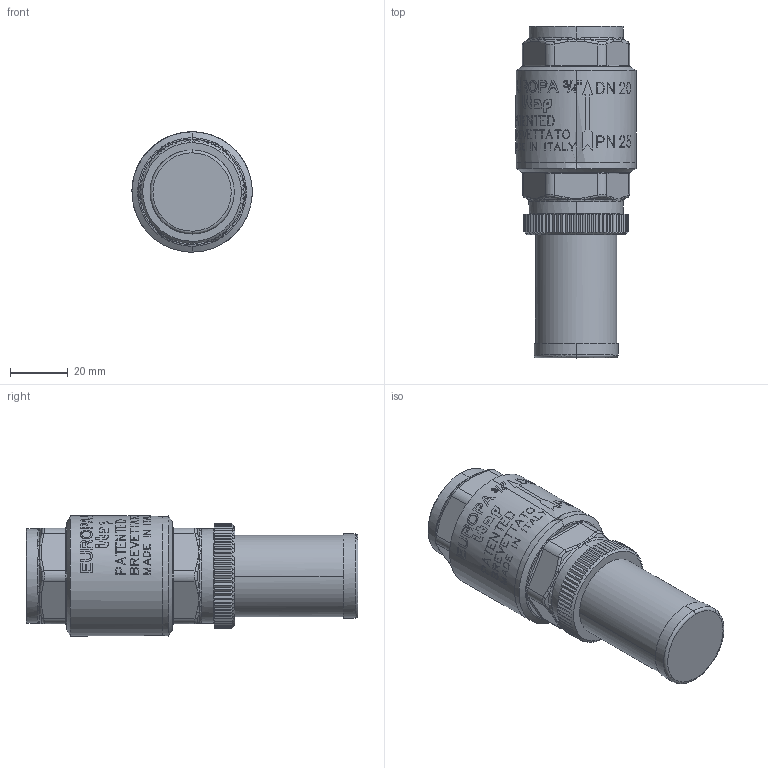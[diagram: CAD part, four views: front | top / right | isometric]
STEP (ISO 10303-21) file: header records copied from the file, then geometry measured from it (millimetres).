
FILE_DESCRIPTION (( 'STEP AP214' ), '1' );
FILE_NAME ('IT-EUROPA10505.STEP', '2018-09-14T13:43:51', ( '' ), ( '' ), 'SwSTEP 2.0', 'SolidWorks 2018', '' );
FILE_SCHEMA (( 'AUTOMOTIVE_DESIGN' ));
Length unit declared in the file: millimetre
Products named in the file (1): IT-EUROPA10505
Bounding box: 41.43 x 114.48 x 41.5 mm (x, y, z)
Surface area: 19862.4 mm2 (no closed solid volume)
Topology: 0 solids, 6 shells, 520 faces, 2155 edges, 1715 vertices
Faces by surface type: bspline 176, plane 174, cylinder 114, cone 28, torus 28
Entity records: 30558 total; most frequent: CARTESIAN_POINT 17203, ORIENTED_EDGE 4272, EDGE_CURVE 2157, B_SPLINE_CURVE_WITH_KNOTS 2006, VERTEX_POINT 1717, DIRECTION 690, EDGE_LOOP 598, ADVANCED_FACE 520
